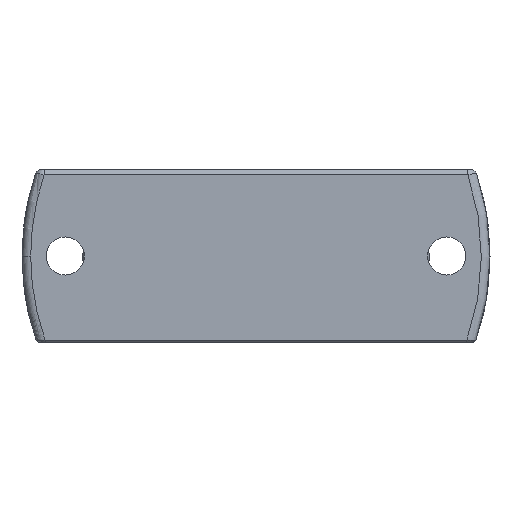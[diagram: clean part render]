
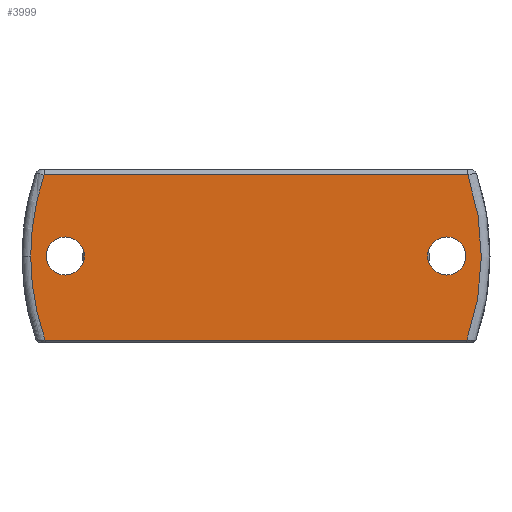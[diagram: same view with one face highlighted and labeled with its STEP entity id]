
A CAD part, left-side view. The second image highlights one B-rep face of the part: STEP entity #3999.
In plain terms, the highlighted planar face has unit normal (-1, 0, 0).
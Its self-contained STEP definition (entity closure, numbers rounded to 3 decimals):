
#108 = DIRECTION ( 'NONE',  ( 0., 1., 0. ) ) ;
#141 = AXIS2_PLACEMENT_3D ( 'NONE', #6921, #2843, #2815 ) ;
#250 = FACE_OUTER_BOUND ( 'NONE', #3740, .T. ) ;
#312 = CARTESIAN_POINT ( 'NONE',  ( 0., -24.438, 9.389 ) ) ;
#345 = CARTESIAN_POINT ( 'NONE',  ( 0., 22., -2.2 ) ) ;
#448 = CARTESIAN_POINT ( 'NONE',  ( 0., 27., 9.389 ) ) ;
#786 = CARTESIAN_POINT ( 'NONE',  ( 0., 3., 0. ) ) ;
#1081 = CARTESIAN_POINT ( 'NONE',  ( 0., -22., 0. ) ) ;
#1113 = FACE_BOUND ( 'NONE', #8793, .T. ) ;
#1532 = CIRCLE ( 'NONE', #6763, 2.2 ) ;
#1738 = ORIENTED_EDGE ( 'NONE', *, *, #7473, .T. ) ;
#1791 = DIRECTION ( 'NONE',  ( 1., 0., 0. ) ) ;
#1878 = CARTESIAN_POINT ( 'NONE',  ( 0., -3., 0. ) ) ;
#1897 = VECTOR ( 'NONE', #5878, 1000. ) ;
#1910 = DIRECTION ( 'NONE',  ( 0., 1., 0. ) ) ;
#1961 = EDGE_CURVE ( 'NONE', #3967, #8669, #6922, .T. ) ;
#2350 = AXIS2_PLACEMENT_3D ( 'NONE', #7397, #4067, #2756 ) ;
#2374 = VERTEX_POINT ( 'NONE', #6213 ) ;
#2559 = CARTESIAN_POINT ( 'NONE',  ( 0., 26., 0. ) ) ;
#2659 = EDGE_CURVE ( 'NONE', #7815, #4202, #6706, .T. ) ;
#2723 = VECTOR ( 'NONE', #5566, 1000. ) ;
#2756 = DIRECTION ( 'NONE',  ( 0., 0., -1. ) ) ;
#2815 = DIRECTION ( 'NONE',  ( 0., 1., 0. ) ) ;
#2843 = DIRECTION ( 'NONE',  ( 1., 0., 0. ) ) ;
#2846 = CIRCLE ( 'NONE', #4367, 2.2 ) ;
#2879 = ORIENTED_EDGE ( 'NONE', *, *, #8266, .T. ) ;
#2914 = VERTEX_POINT ( 'NONE', #2559 ) ;
#3165 = DIRECTION ( 'NONE',  ( 0., 0., -1. ) ) ;
#3173 = LINE ( 'NONE', #448, #1897 ) ;
#3194 = CARTESIAN_POINT ( 'NONE',  ( 0., -22., 2.2 ) ) ;
#3277 = CARTESIAN_POINT ( 'NONE',  ( 0., -22., 0. ) ) ;
#3425 = ORIENTED_EDGE ( 'NONE', *, *, #6152, .T. ) ;
#3616 = DIRECTION ( 'NONE',  ( 0., 0., -1. ) ) ;
#3619 = ORIENTED_EDGE ( 'NONE', *, *, #7395, .T. ) ;
#3740 = EDGE_LOOP ( 'NONE', ( #7053, #5355, #3619, #4556, #2879 ) ) ;
#3866 = VERTEX_POINT ( 'NONE', #3194 ) ;
#3927 = CARTESIAN_POINT ( 'NONE',  ( 0., 22., 2.2 ) ) ;
#3967 = VERTEX_POINT ( 'NONE', #6625 ) ;
#3999 = ADVANCED_FACE ( 'NONE', ( #7531, #1113, #250 ), #6123, .F. ) ;
#4067 = DIRECTION ( 'NONE',  ( 1., 0., 0. ) ) ;
#4194 = CARTESIAN_POINT ( 'NONE',  ( 0., -24.221, -9.7 ) ) ;
#4202 = VERTEX_POINT ( 'NONE', #345 ) ;
#4262 = DIRECTION ( 'NONE',  ( 1., 0., 0. ) ) ;
#4350 = AXIS2_PLACEMENT_3D ( 'NONE', #5657, #4262, #3616 ) ;
#4367 = AXIS2_PLACEMENT_3D ( 'NONE', #3277, #8840, #5685 ) ;
#4440 = LINE ( 'NONE', #4194, #2723 ) ;
#4494 = AXIS2_PLACEMENT_3D ( 'NONE', #1878, #5988, #1910 ) ;
#4556 = ORIENTED_EDGE ( 'NONE', *, *, #7727, .T. ) ;
#4659 = VERTEX_POINT ( 'NONE', #7072 ) ;
#4846 = EDGE_CURVE ( 'NONE', #8669, #8102, #3173, .T. ) ;
#5156 = AXIS2_PLACEMENT_3D ( 'NONE', #8330, #8298, #108 ) ;
#5308 = CIRCLE ( 'NONE', #2350, 2.2 ) ;
#5355 = ORIENTED_EDGE ( 'NONE', *, *, #4846, .T. ) ;
#5494 = CARTESIAN_POINT ( 'NONE',  ( 0., 24.438, 9.389 ) ) ;
#5566 = DIRECTION ( 'NONE',  ( 0., -1., 0. ) ) ;
#5590 = DIRECTION ( 'NONE',  ( 0., 1., 0. ) ) ;
#5657 = CARTESIAN_POINT ( 'NONE',  ( 0., 22., 0. ) ) ;
#5685 = DIRECTION ( 'NONE',  ( 0., 0., -1. ) ) ;
#5878 = DIRECTION ( 'NONE',  ( 0., 1., 0. ) ) ;
#5988 = DIRECTION ( 'NONE',  ( -1., 0., 0. ) ) ;
#6123 = PLANE ( 'NONE',  #141 ) ;
#6152 = EDGE_CURVE ( 'NONE', #4202, #7815, #5308, .T. ) ;
#6192 = DIRECTION ( 'NONE',  ( -1., 0., 0. ) ) ;
#6213 = CARTESIAN_POINT ( 'NONE',  ( 0., -22., -2.2 ) ) ;
#6625 = CARTESIAN_POINT ( 'NONE',  ( 0., -24.33, -9.7 ) ) ;
#6706 = CIRCLE ( 'NONE', #4350, 2.2 ) ;
#6763 = AXIS2_PLACEMENT_3D ( 'NONE', #1081, #1791, #3165 ) ;
#6837 = EDGE_CURVE ( 'NONE', #3866, #2374, #2846, .T. ) ;
#6893 = CIRCLE ( 'NONE', #5156, 29. ) ;
#6921 = CARTESIAN_POINT ( 'NONE',  ( 0., 27., 10. ) ) ;
#6922 = CIRCLE ( 'NONE', #8048, 29. ) ;
#7053 = ORIENTED_EDGE ( 'NONE', *, *, #1961, .T. ) ;
#7072 = CARTESIAN_POINT ( 'NONE',  ( 0., 24.33, -9.7 ) ) ;
#7192 = EDGE_LOOP ( 'NONE', ( #7278, #3425 ) ) ;
#7278 = ORIENTED_EDGE ( 'NONE', *, *, #2659, .T. ) ;
#7395 = EDGE_CURVE ( 'NONE', #8102, #2914, #6893, .T. ) ;
#7397 = CARTESIAN_POINT ( 'NONE',  ( 0., 22., 0. ) ) ;
#7473 = EDGE_CURVE ( 'NONE', #2374, #3866, #1532, .T. ) ;
#7523 = CIRCLE ( 'NONE', #4494, 29. ) ;
#7531 = FACE_BOUND ( 'NONE', #7192, .T. ) ;
#7727 = EDGE_CURVE ( 'NONE', #2914, #4659, #7523, .T. ) ;
#7815 = VERTEX_POINT ( 'NONE', #3927 ) ;
#8048 = AXIS2_PLACEMENT_3D ( 'NONE', #786, #6192, #5590 ) ;
#8102 = VERTEX_POINT ( 'NONE', #5494 ) ;
#8140 = ORIENTED_EDGE ( 'NONE', *, *, #6837, .T. ) ;
#8266 = EDGE_CURVE ( 'NONE', #4659, #3967, #4440, .T. ) ;
#8298 = DIRECTION ( 'NONE',  ( -1., 0., 0. ) ) ;
#8330 = CARTESIAN_POINT ( 'NONE',  ( 0., -3., 0. ) ) ;
#8669 = VERTEX_POINT ( 'NONE', #312 ) ;
#8793 = EDGE_LOOP ( 'NONE', ( #8140, #1738 ) ) ;
#8840 = DIRECTION ( 'NONE',  ( 1., 0., 0. ) ) ;
